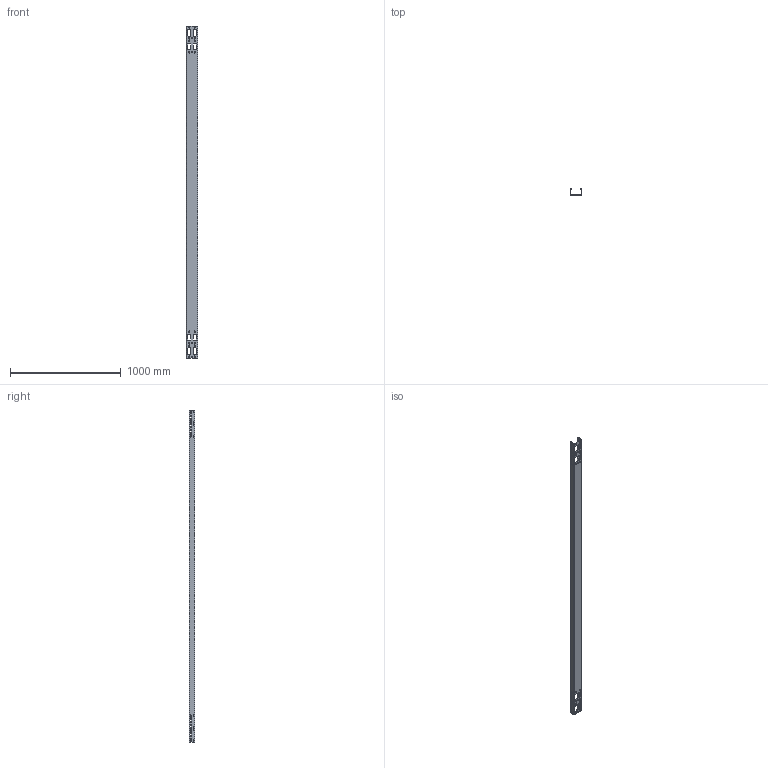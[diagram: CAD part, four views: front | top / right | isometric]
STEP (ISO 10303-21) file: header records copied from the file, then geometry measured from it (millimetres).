
FILE_DESCRIPTION((''),'2;1');
FILE_NAME('6076246','2012-05-29T',('AndreasKeweloh'),(''),'PRO/ENGINEER BY PARAMETRIC TECHNOLOGY CORPORATION, 2012060','PRO/ENGINEER BY PARAMETRIC TECHNOLOGY CORPORATION, 2012060','');
FILE_SCHEMA(('CONFIG_CONTROL_DESIGN'));
Length unit declared in the file: millimetre
Products named in the file (1): 6076246
Bounding box: 100 x 50 x 3000 mm (x, y, z)
Volume: 914572.9 mm3; surface area: 1235378 mm2
Topology: 1 solids, 1 shells, 318 faces, 948 edges, 632 vertices
Faces by surface type: cylinder 160, plane 158
Entity records: 11082 total; most frequent: DIRECTION 1904, CARTESIAN_POINT 1898, ORIENTED_EDGE 1896, EDGE_CURVE 948, AXIS2_PLACEMENT_3D 638, VERTEX_POINT 632, VECTOR 628, LINE 628
